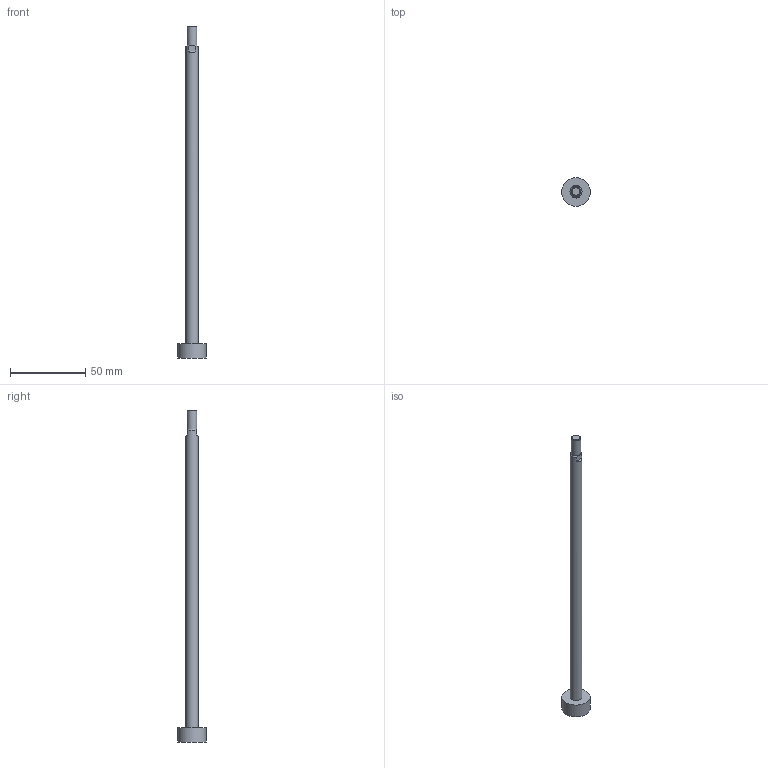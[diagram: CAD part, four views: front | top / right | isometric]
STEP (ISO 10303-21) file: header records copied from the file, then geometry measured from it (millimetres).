
FILE_DESCRIPTION(/* description */ ('OCG1 Piston Rod Assy-OCG1 Cylinder'),/* implementation_level */ '2;1');
FILE_NAME(/* name */ 'PR_OCG1-3_4x6.ipt.stp',/* time_stamp */ '2016-01-07T16:47:57-08:00',/* author */ ('Cadenas PARTsolutions'),/* organization */ ('PHD'),/* preprocessor_version */ 'ST-DEVELOPER v16.1',/* originating_system */ 'Autodesk Inventor 2016',/* authorisation */ '');
FILE_SCHEMA (('AUTOMOTIVE_DESIGN { 1 0 10303 214 3 1 1 }'));
Length unit declared in the file: inch
Products named in the file (1): PR_OCG1-3_4x6
Bounding box: 19.02 x 19.02 x 220.87 mm (x, y, z)
Volume: 13060.2 mm3; surface area: 6361.4 mm2
Topology: 1 solids, 1 shells, 15 faces, 31 edges, 19 vertices
Faces by surface type: plane 9, cylinder 3, cone 3
Full cylindrical faces by diameter (mm): 6.35 x1, 8.001 x1, 19.025 x1
Entity records: 382 total; most frequent: DIRECTION 66, CARTESIAN_POINT 66, ORIENTED_EDGE 50, AXIS2_PLACEMENT_3D 29, EDGE_CURVE 25, EDGE_LOOP 20, VERTEX_POINT 17, FACE_OUTER_BOUND 15
